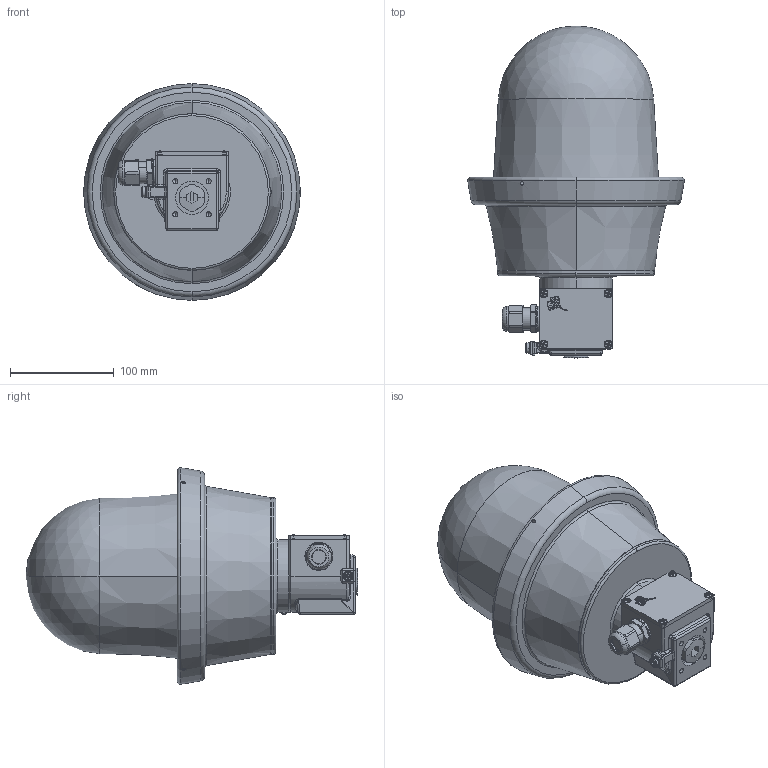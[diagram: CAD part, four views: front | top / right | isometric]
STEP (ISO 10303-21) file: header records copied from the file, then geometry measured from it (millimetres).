
FILE_DESCRIPTION (( 'STEP AP203' ), '1' );
FILE_NAME ('6162-15-74-_11.STEP', '2015-07-16T09:47:43', ( '' ), ( '' ), 'SwSTEP 2.0', 'SolidWorks 2015', '' );
FILE_SCHEMA (( 'CONFIG_CONTROL_DESIGN' ));
Length unit declared in the file: millimetre
Products named in the file (39): Anschlussgewindedichtung_M20; 536_618_0; Staubschutzkappe_M20; 61_619_01_18_0; 60_509_01_58_0_60_509_13_58_0; 509_601_2; 82_900_08_59_0_vereinfacht; 61_610_14_04_0_61_620_004_006_0; 506_547_0_eingebaut; 61_619_01_05_0_61 619 01 05 0; 82_909_01_59_0_vereinfacht; Verguss_3; 81_610_77_01_0_Vereinfacht; Verguss_2; 505_706_0_M5x14; Verguss_4; 509_626_0; Verguss_7; Verguss_6; 61_619_01_59_1; Verguss_9; 61_619_03_04_0_f〉 6162 mit Zusatzbohrung; 61_629_004_001_0; 81_610_77_01_0_Hutmutter_Vereinfacht; 81_610_77_01_0_Stutzen_Vereinfacht; 509_601_1; 503_668_0; 61_629_051_001_0; Verguss_nur 6162; 61_629_004_002_0; 509_601_0; 506_162_0; 515_626_0; Verguss_1; 6162-15-74-_11; 515_609_0; 81_610_77_01_0_Dichtung; Verguss_8
Assembly tree (50 placements, depth 4):
  Verguss_9
  6162-15-74-_11
    61_629_004_001_0
    60_509_01_58_0_60_509_13_58_0
    61_629_051_001_0
    503_668_0  x2
    509_626_0  x4
    61_619_01_05_0_61 619 01 05 0
    81_610_77_01_0_Vereinfacht
      81_610_77_01_0_Stutzen_Vereinfacht
      81_610_77_01_0_Dichtung
      81_610_77_01_0_Hutmutter_Vereinfacht
      Anschlussgewindedichtung_M20
      Staubschutzkappe_M20
    82_900_08_59_0_vereinfacht
      82_909_01_59_0_vereinfacht
      515_609_0
    61_629_004_002_0
    61_610_14_04_0_61_620_004_006_0
      61_619_03_04_0_f〉 6162 mit Zusatzbohrung
      536_618_0  x4
      506_547_0_eingebaut  x2
      505_706_0_M5x14  x2
      61_619_01_59_1
      506_162_0  x2
      509_601_0  x2
        509_601_0
        509_601_1
        509_601_2
      61_619_01_18_0  x2
      Verguss_6
      Verguss_7
      Verguss_8
      Verguss_1
      Verguss_2
      Verguss_3
      Verguss_nur 6162
      Verguss_4
      515_626_0  x2
Bounding box: 208.85 x 319.86 x 208.85 mm (x, y, z)
Volume: 1894244.9 mm3; surface area: 472025.4 mm2
Topology: 50 solids, 51 shells, 1874 faces, 4586 edges, 2858 vertices
Faces by surface type: cylinder 663, plane 626, cone 215, bspline 214, torus 130, sphere 26
Entity records: 62174 total; most frequent: CARTESIAN_POINT 22517, ORIENTED_EDGE 7332, DIRECTION 7237, EDGE_CURVE 3666, AXIS2_PLACEMENT_3D 2771, VERTEX_POINT 2326, EDGE_LOOP 1752, LINE 1695
